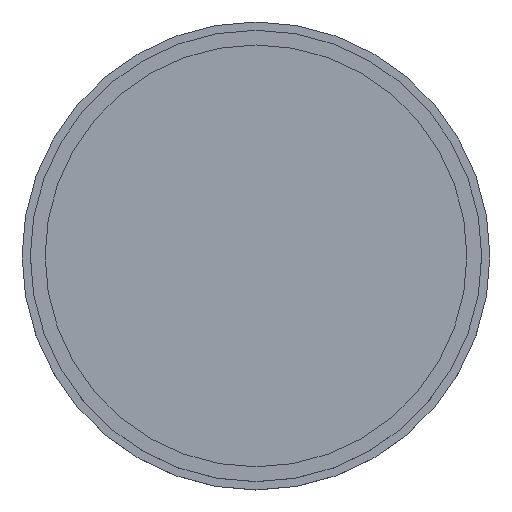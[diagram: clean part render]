
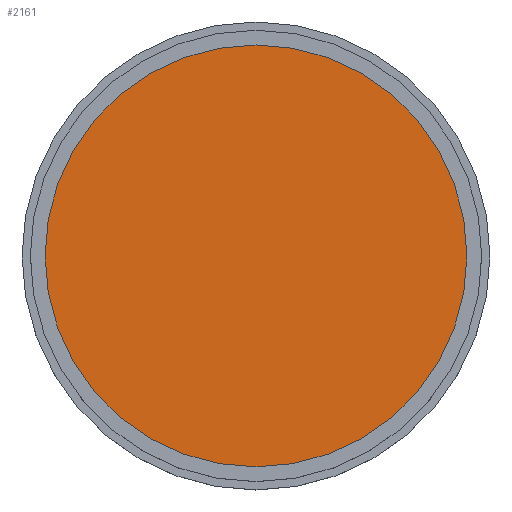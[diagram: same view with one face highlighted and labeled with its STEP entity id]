
A CAD part, top view. The second image highlights one B-rep face of the part: STEP entity #2161.
In plain terms, the highlighted planar face has unit normal (0, 0, 1).
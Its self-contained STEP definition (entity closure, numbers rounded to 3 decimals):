
#260 = VERTEX_POINT ( 'NONE', #4793 ) ;
#1531 = PLANE ( 'NONE',  #7758 ) ;
#2161 = ADVANCED_FACE ( 'NONE', ( #6548 ), #1531, .T. ) ;
#2939 = DIRECTION ( 'NONE',  ( 0., 0., 1. ) ) ;
#3319 = AXIS2_PLACEMENT_3D ( 'NONE', #10673, #2939, #5502 ) ;
#4793 = CARTESIAN_POINT ( 'NONE',  ( 22.9, 0., 7.3 ) ) ;
#4956 = DIRECTION ( 'NONE',  ( 0., 0., 1. ) ) ;
#5502 = DIRECTION ( 'NONE',  ( 1., 0., 0. ) ) ;
#5526 = ORIENTED_EDGE ( 'NONE', *, *, #6248, .T. ) ;
#6248 = EDGE_CURVE ( 'NONE', #260, #260, #7335, .T. ) ;
#6548 = FACE_OUTER_BOUND ( 'NONE', #7387, .T. ) ;
#6737 = DIRECTION ( 'NONE',  ( 1., 0., 0. ) ) ;
#7335 = CIRCLE ( 'NONE', #3319, 22.9 ) ;
#7387 = EDGE_LOOP ( 'NONE', ( #5526 ) ) ;
#7758 = AXIS2_PLACEMENT_3D ( 'NONE', #9388, #4956, #6737 ) ;
#9388 = CARTESIAN_POINT ( 'NONE',  ( 0., 0., 7.3 ) ) ;
#10673 = CARTESIAN_POINT ( 'NONE',  ( 0., 0., 7.3 ) ) ;
